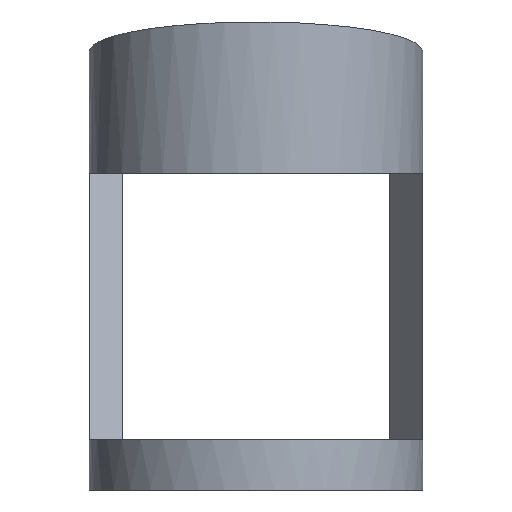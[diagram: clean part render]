
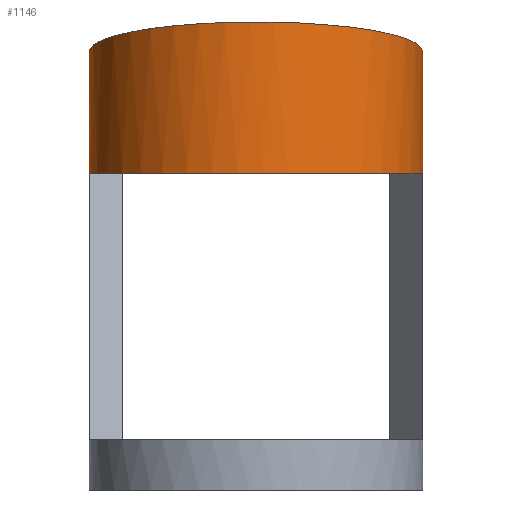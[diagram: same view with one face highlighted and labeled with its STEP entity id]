
A CAD part, left-side view. The second image highlights one B-rep face of the part: STEP entity #1146.
In plain terms, the highlighted free-form (B-spline) face has degree [2, 1] with [5, 2] control points.
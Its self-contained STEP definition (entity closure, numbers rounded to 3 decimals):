
#885 = EDGE_CURVE('',#886,#888,#890,.T.);
#886 = VERTEX_POINT('',#887);
#887 = CARTESIAN_POINT('',(-143.929,-71.965,
    167.604));
#888 = VERTEX_POINT('',#889);
#889 = CARTESIAN_POINT('',(-143.929,71.965,
    167.604));
#890 = ( BOUNDED_CURVE() B_SPLINE_CURVE(2,(#891,#892,#893,#894,#895),
.UNSPECIFIED.,.F.,.F.) B_SPLINE_CURVE_WITH_KNOTS((3,2,3),(4.712
,6.283,7.854),.PIECEWISE_BEZIER_KNOTS.) CURVE() 
GEOMETRIC_REPRESENTATION_ITEM() RATIONAL_B_SPLINE_CURVE((1.,
0.707,1.,0.707,1.)) REPRESENTATION_ITEM('') );
#891 = CARTESIAN_POINT('',(-143.929,-71.965,
    167.604));
#892 = CARTESIAN_POINT('',(-215.894,-71.965,
    180.294));
#893 = CARTESIAN_POINT('',(-215.894,0.,
    180.294));
#894 = CARTESIAN_POINT('',(-215.894,71.965,
    180.294));
#895 = CARTESIAN_POINT('',(-143.929,71.965,
    167.604));
#972 = VERTEX_POINT('',#973);
#973 = CARTESIAN_POINT('',(-143.929,71.965,
    115.143));
#978 = EDGE_CURVE('',#972,#888,#979,.T.);
#979 = B_SPLINE_CURVE_WITH_KNOTS('',1,(#980,#981),.UNSPECIFIED.,.F.,.F.,
  (2,2),(0.,36.449),.PIECEWISE_BEZIER_KNOTS.);
#980 = CARTESIAN_POINT('',(-143.929,71.965,
    115.143));
#981 = CARTESIAN_POINT('',(-143.929,71.965,
    167.604));
#1129 = EDGE_CURVE('',#1130,#886,#1132,.T.);
#1130 = VERTEX_POINT('',#1131);
#1131 = CARTESIAN_POINT('',(-143.929,-71.965,
    115.143));
#1132 = B_SPLINE_CURVE_WITH_KNOTS('',1,(#1133,#1134),.UNSPECIFIED.,.F.,
  .F.,(2,2),(0.,36.449),.PIECEWISE_BEZIER_KNOTS.);
#1133 = CARTESIAN_POINT('',(-143.929,-71.965,
    115.143));
#1134 = CARTESIAN_POINT('',(-143.929,-71.965,
    167.604));
#1146 = ADVANCED_FACE('',(#1147),#1160,.T.);
#1147 = FACE_BOUND('',#1148,.T.);
#1148 = EDGE_LOOP('',(#1149,#1150,#1151,#1159));
#1149 = ORIENTED_EDGE('',*,*,#885,.T.);
#1150 = ORIENTED_EDGE('',*,*,#978,.F.);
#1151 = ORIENTED_EDGE('',*,*,#1152,.T.);
#1152 = EDGE_CURVE('',#972,#1130,#1153,.T.);
#1153 = ( BOUNDED_CURVE() B_SPLINE_CURVE(2,(#1154,#1155,#1156,#1157,
#1158),.UNSPECIFIED.,.F.,.F.) B_SPLINE_CURVE_WITH_KNOTS((3,2,3),(0.,
1.571,3.142),.PIECEWISE_BEZIER_KNOTS.) CURVE() 
GEOMETRIC_REPRESENTATION_ITEM() RATIONAL_B_SPLINE_CURVE((1.,
0.707,1.,0.707,1.)) REPRESENTATION_ITEM('') );
#1154 = CARTESIAN_POINT('',(-143.929,71.965,
    115.143));
#1155 = CARTESIAN_POINT('',(-215.894,71.965,
    115.143));
#1156 = CARTESIAN_POINT('',(-215.894,0.,
    115.143));
#1157 = CARTESIAN_POINT('',(-215.894,-71.965,
    115.143));
#1158 = CARTESIAN_POINT('',(-143.929,-71.965,
    115.143));
#1159 = ORIENTED_EDGE('',*,*,#1129,.T.);
#1160 = ( BOUNDED_SURFACE() B_SPLINE_SURFACE(2,1,(
    (#1161,#1162)
    ,(#1163,#1164)
    ,(#1165,#1166)
    ,(#1167,#1168)
    ,(#1169,#1170
)),.UNSPECIFIED.,.F.,.F.,.F.) B_SPLINE_SURFACE_WITH_KNOTS((3,2,3),(2,2),
  (0.,1.571,3.142),(0.,45.295),
.PIECEWISE_BEZIER_KNOTS.) GEOMETRIC_REPRESENTATION_ITEM() 
RATIONAL_B_SPLINE_SURFACE((
    (1.,1.)
    ,(0.707,0.707)
    ,(1.,1.)
    ,(0.707,0.707)
,(1.,1.))) REPRESENTATION_ITEM('') SURFACE() );
#1161 = CARTESIAN_POINT('',(-143.929,71.965,
    115.143));
#1162 = CARTESIAN_POINT('',(-143.929,71.965,
    180.337));
#1163 = CARTESIAN_POINT('',(-215.894,71.965,
    115.143));
#1164 = CARTESIAN_POINT('',(-215.894,71.965,
    180.337));
#1165 = CARTESIAN_POINT('',(-215.894,0.,
    115.143));
#1166 = CARTESIAN_POINT('',(-215.894,0.,
    180.337));
#1167 = CARTESIAN_POINT('',(-215.894,-71.965,
    115.143));
#1168 = CARTESIAN_POINT('',(-215.894,-71.965,
    180.337));
#1169 = CARTESIAN_POINT('',(-143.929,-71.965,
    115.143));
#1170 = CARTESIAN_POINT('',(-143.929,-71.965,
    180.337));
